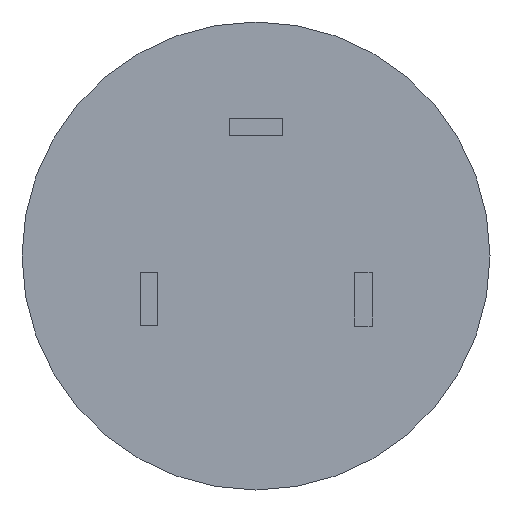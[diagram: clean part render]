
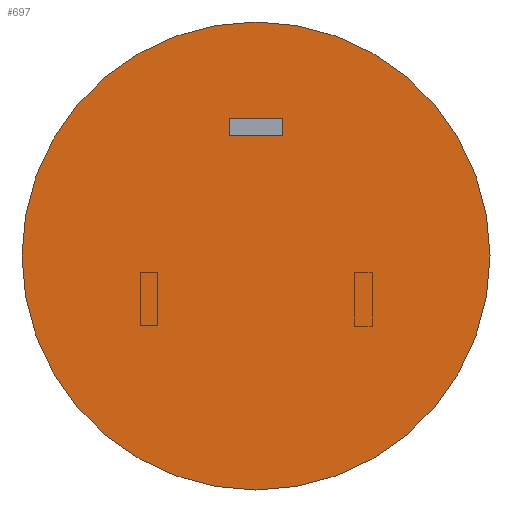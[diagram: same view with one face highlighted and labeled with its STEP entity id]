
A CAD part, front view. The second image highlights one B-rep face of the part: STEP entity #697.
In plain terms, the highlighted planar face has unit normal (0, -1, 0).
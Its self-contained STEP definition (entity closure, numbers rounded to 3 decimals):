
#73 = AXIS2_PLACEMENT_3D ( 'NONE', #1158, #3225, #1441 ) ;
#111 = CIRCLE ( 'NONE', #2968, 10.9 ) ;
#276 = CARTESIAN_POINT ( 'NONE',  ( 0., 0., 0. ) ) ;
#568 = DIRECTION ( 'NONE',  ( 0., 0., 1. ) ) ;
#697 = ADVANCED_FACE ( 'NONE', ( #2419 ), #3169, .F. ) ;
#806 = DIRECTION ( 'NONE',  ( 0., 0., 1. ) ) ;
#1158 = CARTESIAN_POINT ( 'NONE',  ( 0., 0., 0. ) ) ;
#1255 = CARTESIAN_POINT ( 'NONE',  ( 0., 0., -10.9 ) ) ;
#1258 = EDGE_CURVE ( 'NONE', #3573, #2451, #1858, .T. ) ;
#1365 = ORIENTED_EDGE ( 'NONE', *, *, #2351, .F. ) ;
#1441 = DIRECTION ( 'NONE',  ( 0., 0., 1. ) ) ;
#1777 = CARTESIAN_POINT ( 'NONE',  ( 0., 0., 10.9 ) ) ;
#1858 = CIRCLE ( 'NONE', #73, 10.9 ) ;
#1980 = CARTESIAN_POINT ( 'NONE',  ( 0., 0., 0. ) ) ;
#2334 = DIRECTION ( 'NONE',  ( 0., 1., 0. ) ) ;
#2351 = EDGE_CURVE ( 'NONE', #2451, #3573, #111, .T. ) ;
#2419 = FACE_OUTER_BOUND ( 'NONE', #2744, .T. ) ;
#2451 = VERTEX_POINT ( 'NONE', #1777 ) ;
#2584 = DIRECTION ( 'NONE',  ( 0., 1., 0. ) ) ;
#2744 = EDGE_LOOP ( 'NONE', ( #1365, #3292 ) ) ;
#2880 = AXIS2_PLACEMENT_3D ( 'NONE', #1980, #2584, #806 ) ;
#2968 = AXIS2_PLACEMENT_3D ( 'NONE', #276, #2334, #568 ) ;
#3169 = PLANE ( 'NONE',  #2880 ) ;
#3225 = DIRECTION ( 'NONE',  ( 0., 1., 0. ) ) ;
#3292 = ORIENTED_EDGE ( 'NONE', *, *, #1258, .F. ) ;
#3573 = VERTEX_POINT ( 'NONE', #1255 ) ;
